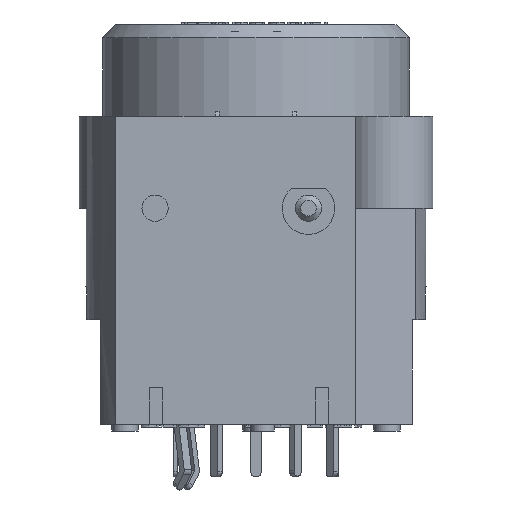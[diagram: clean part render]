
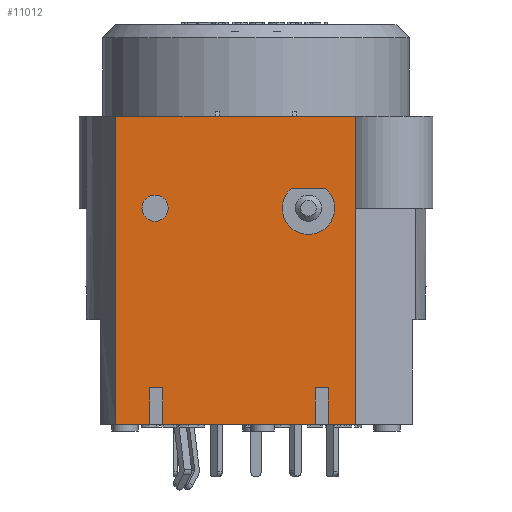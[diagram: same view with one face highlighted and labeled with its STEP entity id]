
A CAD part, front view. The second image highlights one B-rep face of the part: STEP entity #11012.
In plain terms, the highlighted planar face has unit normal (0, -1, 0).
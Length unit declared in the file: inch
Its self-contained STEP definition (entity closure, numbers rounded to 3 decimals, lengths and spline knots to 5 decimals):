
#621=FACE_BOUND('',#1801,.T.);
#622=FACE_BOUND('',#1802,.T.);
#1175=FACE_OUTER_BOUND('',#1800,.T.);
#1800=EDGE_LOOP('',(#9487,#9488,#9489,#9490,#9491,#9492,#9493,#9494,#9495,
#9496,#9497,#9498));
#1801=EDGE_LOOP('',(#9499));
#1802=EDGE_LOOP('',(#9500,#9501));
#1905=LINE('',#13987,#2950);
#1909=LINE('',#13995,#2954);
#1912=LINE('',#14002,#2957);
#1997=LINE('',#14248,#3042);
#2004=LINE('',#14262,#3049);
#2007=LINE('',#14266,#3052);
#2495=LINE('',#16825,#3540);
#2497=LINE('',#16828,#3542);
#2499=LINE('',#16832,#3544);
#2809=LINE('',#18792,#3854);
#2825=LINE('',#18855,#3870);
#2829=LINE('',#18872,#3874);
#2849=LINE('',#18945,#3894);
#2950=VECTOR('',#11814,0.3937);
#2954=VECTOR('',#11820,0.3937);
#2957=VECTOR('',#11825,0.3937);
#3042=VECTOR('',#12040,0.3937);
#3049=VECTOR('',#12049,0.3937);
#3052=VECTOR('',#12052,0.3937);
#3540=VECTOR('',#12870,0.3937);
#3542=VECTOR('',#12874,0.3937);
#3544=VECTOR('',#12880,0.3937);
#3854=VECTOR('',#13510,0.3937);
#3870=VECTOR('',#13580,0.3937);
#3874=VECTOR('',#13598,0.3937);
#3894=VECTOR('',#13692,0.3937);
#4014=CIRCLE('',#11528,0.03937);
#4016=CIRCLE('',#11532,0.07874);
#4140=VERTEX_POINT('',#13985);
#4141=VERTEX_POINT('',#13986);
#4144=VERTEX_POINT('',#13994);
#4146=VERTEX_POINT('',#14000);
#4147=VERTEX_POINT('',#14001);
#4241=VERTEX_POINT('',#14243);
#4243=VERTEX_POINT('',#14247);
#4248=VERTEX_POINT('',#14259);
#4249=VERTEX_POINT('',#14261);
#4688=VERTEX_POINT('',#16824);
#4992=VERTEX_POINT('',#18791);
#5008=VERTEX_POINT('',#18840);
#5011=VERTEX_POINT('',#18848);
#5012=VERTEX_POINT('',#18850);
#5018=VERTEX_POINT('',#18871);
#5159=EDGE_CURVE('',#4140,#4141,#1905,.T.);
#5163=EDGE_CURVE('',#4141,#4144,#1909,.T.);
#5166=EDGE_CURVE('',#4146,#4147,#1912,.T.);
#5286=EDGE_CURVE('',#4144,#4243,#1997,.T.);
#5294=EDGE_CURVE('',#4248,#4249,#2004,.T.);
#5297=EDGE_CURVE('',#4147,#4241,#2007,.T.);
#5969=EDGE_CURVE('',#4249,#4688,#2495,.T.);
#5971=EDGE_CURVE('',#4688,#4146,#2497,.T.);
#5973=EDGE_CURVE('',#4241,#4140,#2499,.T.);
#6457=EDGE_CURVE('',#4243,#4992,#2809,.T.);
#6483=EDGE_CURVE('',#5008,#5008,#4014,.T.);
#6486=EDGE_CURVE('',#5012,#5011,#4016,.T.);
#6489=EDGE_CURVE('',#5011,#5012,#2825,.T.);
#6497=EDGE_CURVE('',#5018,#4992,#2829,.T.);
#6531=EDGE_CURVE('',#4248,#5018,#2849,.T.);
#9487=ORIENTED_EDGE('',*,*,#6457,.F.);
#9488=ORIENTED_EDGE('',*,*,#5286,.F.);
#9489=ORIENTED_EDGE('',*,*,#5163,.F.);
#9490=ORIENTED_EDGE('',*,*,#5159,.F.);
#9491=ORIENTED_EDGE('',*,*,#5973,.F.);
#9492=ORIENTED_EDGE('',*,*,#5297,.F.);
#9493=ORIENTED_EDGE('',*,*,#5166,.F.);
#9494=ORIENTED_EDGE('',*,*,#5971,.F.);
#9495=ORIENTED_EDGE('',*,*,#5969,.F.);
#9496=ORIENTED_EDGE('',*,*,#5294,.F.);
#9497=ORIENTED_EDGE('',*,*,#6531,.T.);
#9498=ORIENTED_EDGE('',*,*,#6497,.T.);
#9499=ORIENTED_EDGE('',*,*,#6483,.T.);
#9500=ORIENTED_EDGE('',*,*,#6486,.T.);
#9501=ORIENTED_EDGE('',*,*,#6489,.T.);
#9890=PLANE('',#11577);
#11012=ADVANCED_FACE('',(#1175,#621,#622),#9890,.T.);
#11528=AXIS2_PLACEMENT_3D('',#18842,#13565,#13566);
#11532=AXIS2_PLACEMENT_3D('',#18851,#13574,#13575);
#11577=AXIS2_PLACEMENT_3D('',#18944,#13690,#13691);
#11814=DIRECTION('',(-1.,0.,0.));
#11820=DIRECTION('',(0.,0.,-1.));
#11825=DIRECTION('',(0.,0.,-1.));
#12040=DIRECTION('',(-1.,0.,0.));
#12049=DIRECTION('',(-1.,0.,0.));
#12052=DIRECTION('',(-1.,0.,0.));
#12870=DIRECTION('',(0.,0.,1.));
#12874=DIRECTION('',(-1.,0.,0.));
#12880=DIRECTION('',(0.,0.,1.));
#13510=DIRECTION('',(0.,0.,1.));
#13565=DIRECTION('center_axis',(0.,1.,0.));
#13566=DIRECTION('ref_axis',(-1.,0.,0.));
#13574=DIRECTION('center_axis',(0.,1.,0.));
#13575=DIRECTION('ref_axis',(0.661,0.,-0.75));
#13580=DIRECTION('',(1.,0.,0.));
#13598=DIRECTION('',(-1.,0.,0.));
#13690=DIRECTION('center_axis',(0.,-1.,0.));
#13691=DIRECTION('ref_axis',(0.,0.,-1.));
#13692=DIRECTION('',(0.,0.,1.));
#13985=CARTESIAN_POINT('',(-0.2656,-0.51758,-0.30315));
#13986=CARTESIAN_POINT('',(-0.30497,-0.51758,-0.30315));
#13987=CARTESIAN_POINT('',(-0.34631,-0.51758,-0.30315));
#13994=CARTESIAN_POINT('',(-0.30497,-0.51758,-0.41339));
#13995=CARTESIAN_POINT('',(-0.30497,-0.51758,-0.41339));
#14000=CARTESIAN_POINT('',(0.19109,-0.51758,-0.30315));
#14001=CARTESIAN_POINT('',(0.19109,-0.51758,-0.41339));
#14002=CARTESIAN_POINT('',(0.19109,-0.51758,-0.41339));
#14243=CARTESIAN_POINT('',(-0.2656,-0.51758,-0.41339));
#14247=CARTESIAN_POINT('',(-0.40734,-0.51758,-0.41339));
#14248=CARTESIAN_POINT('',(0.31314,-0.51758,-0.41339));
#14259=CARTESIAN_POINT('',(0.31314,-0.51758,-0.41339));
#14261=CARTESIAN_POINT('',(0.23046,-0.51758,-0.41339));
#14262=CARTESIAN_POINT('',(0.31314,-0.51758,-0.41339));
#14266=CARTESIAN_POINT('',(0.31314,-0.51758,-0.41339));
#16824=CARTESIAN_POINT('',(0.23046,-0.51758,-0.30315));
#16825=CARTESIAN_POINT('',(0.23046,-0.51758,-0.41339));
#16828=CARTESIAN_POINT('',(-0.09828,-0.51758,-0.30315));
#16832=CARTESIAN_POINT('',(-0.2656,-0.51758,-0.41339));
#18791=CARTESIAN_POINT('',(-0.40734,-0.51758,0.51181));
#18792=CARTESIAN_POINT('',(-0.40734,-0.51758,0.23622));
#18840=CARTESIAN_POINT('',(-0.24986,-0.51758,0.23622));
#18842=CARTESIAN_POINT('Origin',(-0.28923,-0.51758,
0.23622));
#18848=CARTESIAN_POINT('',(0.11932,-0.51758,0.29528));
#18850=CARTESIAN_POINT('',(0.22349,-0.51758,0.29528));
#18851=CARTESIAN_POINT('Origin',(0.1714,-0.51758,0.23622));
#18855=CARTESIAN_POINT('',(-0.14401,-0.51758,0.29528));
#18871=CARTESIAN_POINT('',(0.31314,-0.51758,0.51181));
#18872=CARTESIAN_POINT('',(-0.19671,-0.51758,0.51181));
#18944=CARTESIAN_POINT('Origin',(-0.40734,-0.51758,
0.23622));
#18945=CARTESIAN_POINT('',(0.31314,-0.51758,0.23622));
